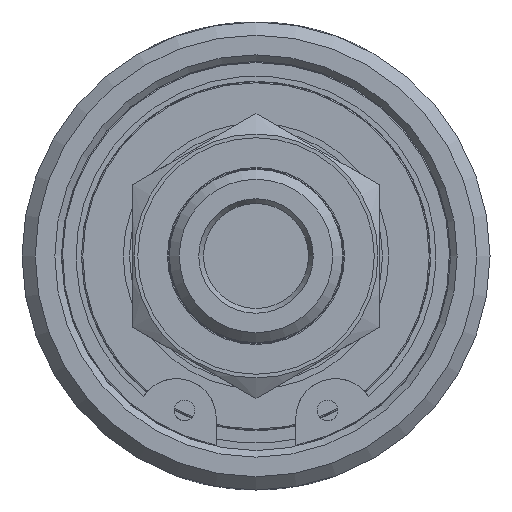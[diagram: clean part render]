
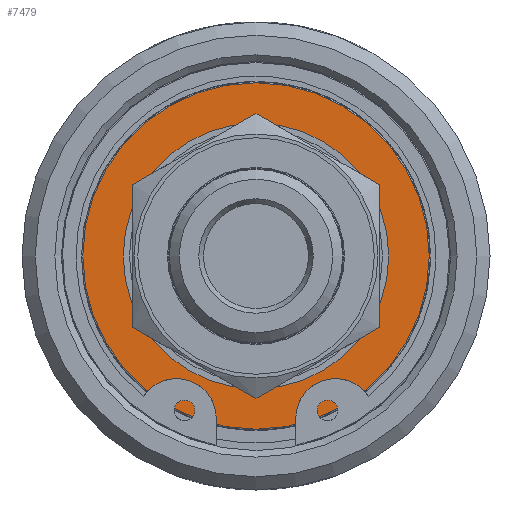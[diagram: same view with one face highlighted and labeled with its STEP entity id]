
A CAD part, left-side view. The second image highlights one B-rep face of the part: STEP entity #7479.
In plain terms, the highlighted planar face has unit normal (-1, 0, 0).
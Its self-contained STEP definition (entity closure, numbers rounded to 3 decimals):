
#1619=FACE_BOUND('',#2697,.T.);
#1832=PLANE('',#8211);
#2235=FACE_OUTER_BOUND('',#2696,.T.);
#2696=EDGE_LOOP('',(#6938,#6939));
#2697=EDGE_LOOP('',(#6940,#6941));
#2931=CIRCLE('',#8209,16.05);
#2932=CIRCLE('',#8210,16.05);
#2933=CIRCLE('',#8212,20.95);
#2934=CIRCLE('',#8213,20.95);
#3673=VERTEX_POINT('',#17068);
#3674=VERTEX_POINT('',#17069);
#3675=VERTEX_POINT('',#17074);
#3676=VERTEX_POINT('',#17075);
#4773=EDGE_CURVE('',#3673,#3674,#2931,.T.);
#4774=EDGE_CURVE('',#3674,#3673,#2932,.T.);
#4776=EDGE_CURVE('',#3675,#3676,#2933,.T.);
#4777=EDGE_CURVE('',#3676,#3675,#2934,.T.);
#6938=ORIENTED_EDGE('',*,*,#4776,.F.);
#6939=ORIENTED_EDGE('',*,*,#4777,.F.);
#6940=ORIENTED_EDGE('',*,*,#4773,.T.);
#6941=ORIENTED_EDGE('',*,*,#4774,.T.);
#7479=ADVANCED_FACE('',(#2235,#1619),#1832,.T.);
#8209=AXIS2_PLACEMENT_3D('',#17070,#10021,#10022);
#8210=AXIS2_PLACEMENT_3D('',#17071,#10023,#10024);
#8211=AXIS2_PLACEMENT_3D('',#17073,#10026,#10027);
#8212=AXIS2_PLACEMENT_3D('',#17076,#10028,#10029);
#8213=AXIS2_PLACEMENT_3D('',#17077,#10030,#10031);
#10021=DIRECTION('center_axis',(1.,0.,0.));
#10022=DIRECTION('ref_axis',(0.,-1.,0.));
#10023=DIRECTION('center_axis',(1.,0.,0.));
#10024=DIRECTION('ref_axis',(0.,-1.,0.));
#10026=DIRECTION('center_axis',(-1.,0.,0.));
#10027=DIRECTION('ref_axis',(0.,1.,0.));
#10028=DIRECTION('center_axis',(1.,0.,0.));
#10029=DIRECTION('ref_axis',(0.,-1.,0.));
#10030=DIRECTION('center_axis',(1.,0.,0.));
#10031=DIRECTION('ref_axis',(0.,-1.,0.));
#17068=CARTESIAN_POINT('',(38.425,-16.05,0.));
#17069=CARTESIAN_POINT('',(38.425,16.05,0.));
#17070=CARTESIAN_POINT('Origin',(38.425,0.,0.));
#17071=CARTESIAN_POINT('Origin',(38.425,0.,0.));
#17073=CARTESIAN_POINT('Origin',(38.425,-18.5,0.));
#17074=CARTESIAN_POINT('',(38.425,-20.95,0.));
#17075=CARTESIAN_POINT('',(38.425,20.95,0.));
#17076=CARTESIAN_POINT('Origin',(38.425,0.,0.));
#17077=CARTESIAN_POINT('Origin',(38.425,0.,0.));
